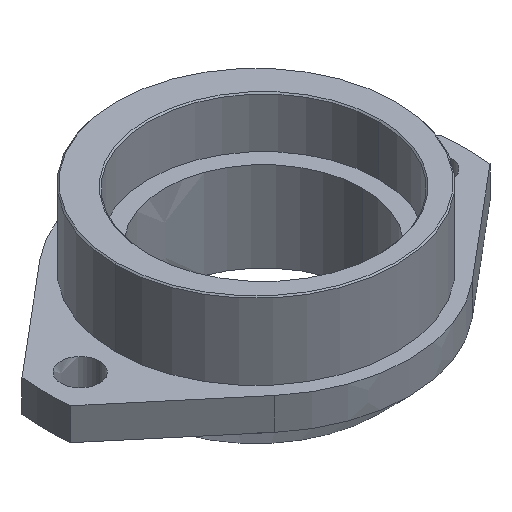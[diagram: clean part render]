
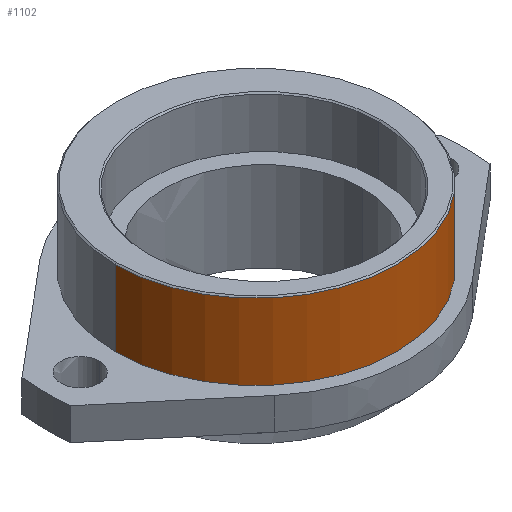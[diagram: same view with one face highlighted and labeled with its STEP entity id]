
A CAD part, isometric view. The second image highlights one B-rep face of the part: STEP entity #1102.
In plain terms, the highlighted free-form (B-spline) face has degree [3, 3] with [7, 4] control points.
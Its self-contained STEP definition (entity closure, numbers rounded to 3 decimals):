
#375=CARTESIAN_POINT('',(0.,0.,5.));
#376=DIRECTION('',(0.,0.,-1.));
#377=DIRECTION('',(1.,0.,0.));
#378=AXIS2_PLACEMENT_3D('',#375,#376,#377);
#431=DIRECTION('',(0.,0.,-1.));
#432=VECTOR('',#431,5.9);
#433=CARTESIAN_POINT('',(11.,0.,10.9));
#434=LINE('',#433,#432);
#444=CARTESIAN_POINT('',(0.,0.,10.9));
#445=DIRECTION('',(0.,0.,1.));
#446=DIRECTION('',(-1.,0.,0.));
#447=AXIS2_PLACEMENT_3D('',#444,#445,#446);
#463=DIRECTION('',(0.,0.,-1.));
#464=VECTOR('',#463,5.9);
#465=CARTESIAN_POINT('',(-11.,0.,10.9));
#466=LINE('',#465,#464);
#563=CARTESIAN_POINT('',(11.,0.,5.));
#564=CARTESIAN_POINT('',(-11.,0.,5.));
#565=VERTEX_POINT('',#563);
#566=VERTEX_POINT('',#564);
#655=CARTESIAN_POINT('',(11.,0.,10.9));
#656=CARTESIAN_POINT('',(-11.,0.,10.9));
#657=VERTEX_POINT('',#655);
#658=VERTEX_POINT('',#656);
#1064=CARTESIAN_POINT('',(-10.978,0.691,
4.88));
#1065=CARTESIAN_POINT('',(-10.978,0.691,
6.927));
#1066=CARTESIAN_POINT('',(-10.978,0.691,
8.973));
#1067=CARTESIAN_POINT('',(-10.978,0.691,
11.02));
#1068=CARTESIAN_POINT('',(-11.403,-6.065,
4.88));
#1069=CARTESIAN_POINT('',(-11.403,-6.065,
6.927));
#1070=CARTESIAN_POINT('',(-11.403,-6.065,
8.973));
#1071=CARTESIAN_POINT('',(-11.403,-6.065,
11.02));
#1072=CARTESIAN_POINT('',(-6.769,-11.,4.88));
#1073=CARTESIAN_POINT('',(-6.769,-11.,6.927));
#1074=CARTESIAN_POINT('',(-6.769,-11.,8.973));
#1075=CARTESIAN_POINT('',(-6.769,-11.,11.02));
#1076=CARTESIAN_POINT('',(0.,-11.,4.88));
#1077=CARTESIAN_POINT('',(0.,-11.,6.927));
#1078=CARTESIAN_POINT('',(0.,-11.,8.973));
#1079=CARTESIAN_POINT('',(0.,-11.,11.02));
#1080=CARTESIAN_POINT('',(6.769,-11.,4.88));
#1081=CARTESIAN_POINT('',(6.769,-11.,6.927));
#1082=CARTESIAN_POINT('',(6.769,-11.,8.973));
#1083=CARTESIAN_POINT('',(6.769,-11.,11.02));
#1084=CARTESIAN_POINT('',(11.403,-6.065,4.88));
#1085=CARTESIAN_POINT('',(11.403,-6.065,6.927));
#1086=CARTESIAN_POINT('',(11.403,-6.065,8.973));
#1087=CARTESIAN_POINT('',(11.403,-6.065,11.02));
#1088=CARTESIAN_POINT('',(10.978,0.691,4.88));
#1089=CARTESIAN_POINT('',(10.978,0.691,6.927));
#1090=CARTESIAN_POINT('',(10.978,0.691,8.973));
#1091=CARTESIAN_POINT('',(10.978,0.691,11.02));
#1092=(BOUNDED_SURFACE()B_SPLINE_SURFACE(3,3,((#1064,#1065,#1066,#1067),(#1068,
#1069,#1070,#1071),(#1072,#1073,#1074,#1075),(#1076,#1077,#1078,#1079),(#1080,
#1081,#1082,#1083),(#1084,#1085,#1086,#1087),(#1088,#1089,#1090,#1091)),
.UNSPECIFIED.,.F.,.F.,.F.)B_SPLINE_SURFACE_WITH_KNOTS((4,3,4),(4,4),(0.,1.,
2.),(-6.12,0.02),.UNSPECIFIED.)GEOMETRIC_REPRESENTATION_ITEM()RATIONAL_B_SPLINE_SURFACE(((1.187,1.187,
1.187,1.187),(0.938,0.938,
0.938,0.938),(0.938,0.938,
0.938,0.938),(1.187,1.187,
1.187,1.187),(0.938,0.938,
0.938,0.938),(0.938,0.938,
0.938,0.938),(1.187,1.187,
1.187,1.187)))REPRESENTATION_ITEM('')SURFACE());
#1094=ORIENTED_EDGE('',*,*,#1093,.T.);
#1096=ORIENTED_EDGE('',*,*,#1095,.T.);
#1097=ORIENTED_EDGE('',*,*,#1038,.T.);
#1099=ORIENTED_EDGE('',*,*,#1098,.F.);
#1100=EDGE_LOOP('',(#1094,#1096,#1097,#1099));
#1101=FACE_OUTER_BOUND('',#1100,.F.);
#1102=ADVANCED_FACE('',(#1101),#1092,.T.);
#379=CIRCLE('',#378,11.);
#448=CIRCLE('',#447,11.);
#1038=EDGE_CURVE('',#565,#566,#379,.T.);
#1093=EDGE_CURVE('',#658,#657,#448,.T.);
#1095=EDGE_CURVE('',#657,#565,#434,.T.);
#1098=EDGE_CURVE('',#658,#566,#466,.T.);
